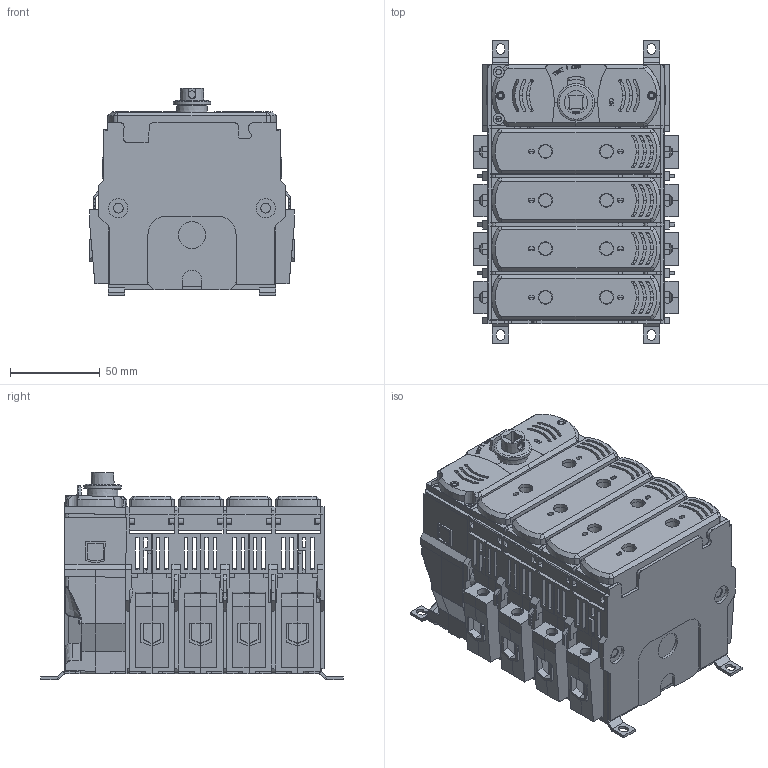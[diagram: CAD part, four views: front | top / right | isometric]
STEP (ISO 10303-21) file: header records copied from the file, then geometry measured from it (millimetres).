
FILE_DESCRIPTION(/* description */ (''),/* implementation_level */ '2;1');
FILE_NAME(/* name */ '3d_GEF0050FT4.stp',/* time_stamp */ '2024-10-03T10:34:38+02:00',/* author */ (''),/* organization */ (''),/* preprocessor_version */ 'ST-DEVELOPER v16.7',/* originating_system */ 'SIEMENS PLM Software NX 12.0',/* authorisation */ '');
FILE_SCHEMA (('AUTOMOTIVE_DESIGN { 1 0 10303 214 3 1 1 1 }'));
Products named in the file (1): RuggBAC09C49rm34
Bounding box: 114 x 168.23 x 115.22 mm (x, y, z)
Surface area: 179664 mm2 (no closed solid volume)
Topology: 0 solids, 2 shells, 2185 faces, 7359 edges, 5009 vertices
Faces by surface type: plane 1646, cylinder 310, bspline 117, cone 104, sphere 6, torus 2
Full cylindrical faces by diameter (mm): 1.5 x2, 2.25 x2, 2.9 x18, 2.975 x4, 3 x2, 3.7 x4, 4.2 x1, 5.4 x2, 6.5 x8, 7.894 x8, 9 x12, 10.7 x2, 13.014 x1, 15.2 x1, 20.8 x1, 25.2 x1
Entity records: 81384 total; most frequent: CARTESIAN_POINT 19553, ORIENTED_EDGE 12270, DIRECTION 11922, EDGE_CURVE 7214, LINE 5826, VECTOR 5826, VERTEX_POINT 4967, AXIS2_PLACEMENT_3D 3048
